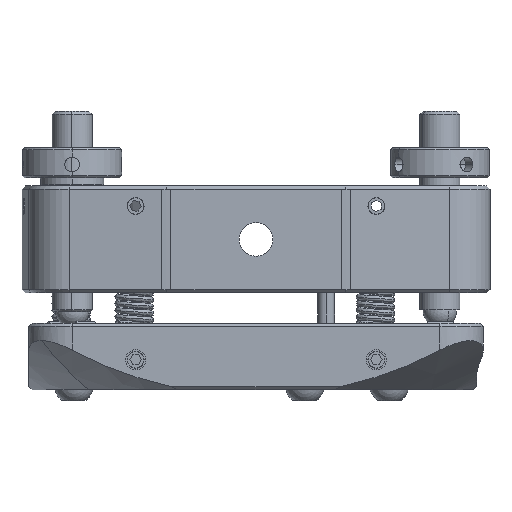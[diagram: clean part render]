
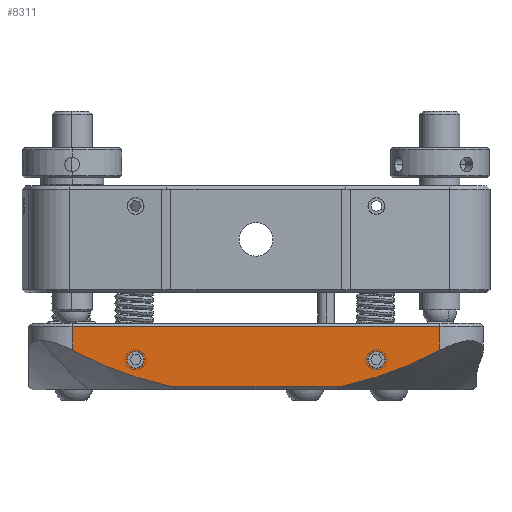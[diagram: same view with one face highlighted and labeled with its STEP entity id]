
A CAD part, front view. The second image highlights one B-rep face of the part: STEP entity #8311.
In plain terms, the highlighted planar face has unit normal (0, -1, 0).
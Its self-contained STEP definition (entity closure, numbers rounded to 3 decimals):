
#284 = FACE_OUTER_BOUND ( 'NONE', #14371, .T. ) ;
#388 = DIRECTION ( 'NONE',  ( 0., 0., -1. ) ) ;
#1282 = AXIS2_PLACEMENT_3D ( 'NONE', #21142, #24687, #388 ) ;
#1965 = CIRCLE ( 'NONE', #31904, 1.25 ) ;
#2383 = ORIENTED_EDGE ( 'NONE', *, *, #6580, .T. ) ;
#2760 = EDGE_CURVE ( 'NONE', #3558, #9082, #35869, .T. ) ;
#3487 = CARTESIAN_POINT ( 'NONE',  ( -9.231, 1., 72.849 ) ) ;
#3558 = VERTEX_POINT ( 'NONE', #13414 ) ;
#3849 = CARTESIAN_POINT ( 'NONE',  ( 8.769, 1., 19.349 ) ) ;
#4599 = CARTESIAN_POINT ( 'NONE',  ( 18.269, 1., 24.349 ) ) ;
#5496 = ORIENTED_EDGE ( 'NONE', *, *, #8589, .T. ) ;
#5513 = VERTEX_POINT ( 'NONE', #11029 ) ;
#5564 = DIRECTION ( 'NONE',  ( 0., -1., 0. ) ) ;
#5915 = LINE ( 'NONE', #4599, #14361 ) ;
#6293 = AXIS2_PLACEMENT_3D ( 'NONE', #3487, #27440, #15213 ) ;
#6577 = PLANE ( 'NONE',  #1282 ) ;
#6580 = EDGE_CURVE ( 'NONE', #14101, #5513, #27670, .T. ) ;
#6630 = CARTESIAN_POINT ( 'NONE',  ( -36.731, 1., 14.849 ) ) ;
#6908 = VERTEX_POINT ( 'NONE', #11155 ) ;
#8311 = ADVANCED_FACE ( 'NONE', ( #17239, #32779, #284 ), #6577, .F. ) ;
#8589 = EDGE_CURVE ( 'NONE', #5513, #9082, #5915, .T. ) ;
#8597 = DIRECTION ( 'NONE',  ( 0., 0., 1. ) ) ;
#9082 = VERTEX_POINT ( 'NONE', #11677 ) ;
#9370 = CARTESIAN_POINT ( 'NONE',  ( -21.949, 1., 15.349 ) ) ;
#10370 = AXIS2_PLACEMENT_3D ( 'NONE', #26955, #17356, #17483 ) ;
#10433 = CARTESIAN_POINT ( 'NONE',  ( -27.231, 1., 18.099 ) ) ;
#11029 = CARTESIAN_POINT ( 'NONE',  ( 18.269, 1., 24.349 ) ) ;
#11155 = CARTESIAN_POINT ( 'NONE',  ( 3.487, 1., 15.349 ) ) ;
#11648 = EDGE_CURVE ( 'NONE', #16530, #6908, #20460, .T. ) ;
#11677 = CARTESIAN_POINT ( 'NONE',  ( -36.731, 1., 24.349 ) ) ;
#12353 = CIRCLE ( 'NONE', #10370, 1.25 ) ;
#12549 = DIRECTION ( 'NONE',  ( 0., 0., 1. ) ) ;
#13414 = CARTESIAN_POINT ( 'NONE',  ( -36.731, 1., 20.775 ) ) ;
#13928 = CARTESIAN_POINT ( 'NONE',  ( 18.269, 1., 15.349 ) ) ;
#13965 = AXIS2_PLACEMENT_3D ( 'NONE', #17650, #29774, #20383 ) ;
#14101 = VERTEX_POINT ( 'NONE', #20936 ) ;
#14361 = VECTOR ( 'NONE', #36964, 1000. ) ;
#14371 = EDGE_LOOP ( 'NONE', ( #21467, #34281, #15073, #2383, #5496, #26632 ) ) ;
#14577 = EDGE_CURVE ( 'NONE', #16530, #3558, #38268, .T. ) ;
#15073 = ORIENTED_EDGE ( 'NONE', *, *, #37073, .F. ) ;
#15213 = DIRECTION ( 'NONE',  ( 0., 0., -1. ) ) ;
#15683 = EDGE_CURVE ( 'NONE', #24204, #31044, #12353, .T. ) ;
#16530 = VERTEX_POINT ( 'NONE', #9370 ) ;
#17239 = FACE_BOUND ( 'NONE', #33906, .T. ) ;
#17356 = DIRECTION ( 'NONE',  ( 0., -1., 0. ) ) ;
#17483 = DIRECTION ( 'NONE',  ( 0., 0., 1. ) ) ;
#17650 = CARTESIAN_POINT ( 'NONE',  ( -9.231, 1., 72.849 ) ) ;
#17956 = AXIS2_PLACEMENT_3D ( 'NONE', #30196, #36377, #24214 ) ;
#18219 = VECTOR ( 'NONE', #24690, 1000. ) ;
#18283 = CARTESIAN_POINT ( 'NONE',  ( 8.769, 1., 20.599 ) ) ;
#18457 = CIRCLE ( 'NONE', #34218, 1.25 ) ;
#19854 = EDGE_CURVE ( 'NONE', #28927, #30645, #27726, .T. ) ;
#19957 = DIRECTION ( 'NONE',  ( 1., 0., 0. ) ) ;
#20383 = DIRECTION ( 'NONE',  ( 0., 0., -1. ) ) ;
#20460 = LINE ( 'NONE', #13928, #28534 ) ;
#20936 = CARTESIAN_POINT ( 'NONE',  ( 18.269, 1., 20.775 ) ) ;
#21142 = CARTESIAN_POINT ( 'NONE',  ( 18.269, 1., 14.849 ) ) ;
#21467 = ORIENTED_EDGE ( 'NONE', *, *, #14577, .F. ) ;
#21659 = CARTESIAN_POINT ( 'NONE',  ( 18.269, 1., 14.849 ) ) ;
#21820 = DIRECTION ( 'NONE',  ( 0., 0., 1. ) ) ;
#21957 = EDGE_LOOP ( 'NONE', ( #38983, #28671 ) ) ;
#24204 = VERTEX_POINT ( 'NONE', #32732 ) ;
#24214 = DIRECTION ( 'NONE',  ( 0., 0., 1. ) ) ;
#24687 = DIRECTION ( 'NONE',  ( 0., 1., 0. ) ) ;
#24690 = DIRECTION ( 'NONE',  ( 0., 0., 1. ) ) ;
#26126 = CARTESIAN_POINT ( 'NONE',  ( -27.231, 1., 20.599 ) ) ;
#26632 = ORIENTED_EDGE ( 'NONE', *, *, #2760, .F. ) ;
#26955 = CARTESIAN_POINT ( 'NONE',  ( 8.769, 1., 19.349 ) ) ;
#27332 = ORIENTED_EDGE ( 'NONE', *, *, #15683, .F. ) ;
#27440 = DIRECTION ( 'NONE',  ( 0., 1., 0. ) ) ;
#27670 = LINE ( 'NONE', #21659, #18219 ) ;
#27726 = CIRCLE ( 'NONE', #17956, 1.25 ) ;
#27867 = VECTOR ( 'NONE', #12549, 1000. ) ;
#27943 = DIRECTION ( 'NONE',  ( 0., -1., 0. ) ) ;
#28534 = VECTOR ( 'NONE', #19957, 1000. ) ;
#28671 = ORIENTED_EDGE ( 'NONE', *, *, #29975, .F. ) ;
#28927 = VERTEX_POINT ( 'NONE', #26126 ) ;
#29774 = DIRECTION ( 'NONE',  ( 0., 1., 0. ) ) ;
#29975 = EDGE_CURVE ( 'NONE', #30645, #28927, #1965, .T. ) ;
#30196 = CARTESIAN_POINT ( 'NONE',  ( -27.231, 1., 19.349 ) ) ;
#30645 = VERTEX_POINT ( 'NONE', #10433 ) ;
#31044 = VERTEX_POINT ( 'NONE', #18283 ) ;
#31847 = EDGE_CURVE ( 'NONE', #31044, #24204, #18457, .T. ) ;
#31904 = AXIS2_PLACEMENT_3D ( 'NONE', #35975, #5564, #8597 ) ;
#32732 = CARTESIAN_POINT ( 'NONE',  ( 8.769, 1., 18.099 ) ) ;
#32779 = FACE_BOUND ( 'NONE', #21957, .T. ) ;
#33783 = CIRCLE ( 'NONE', #6293, 58.89 ) ;
#33906 = EDGE_LOOP ( 'NONE', ( #38335, #27332 ) ) ;
#34218 = AXIS2_PLACEMENT_3D ( 'NONE', #3849, #27943, #21820 ) ;
#34281 = ORIENTED_EDGE ( 'NONE', *, *, #11648, .T. ) ;
#35869 = LINE ( 'NONE', #6630, #27867 ) ;
#35975 = CARTESIAN_POINT ( 'NONE',  ( -27.231, 1., 19.349 ) ) ;
#36377 = DIRECTION ( 'NONE',  ( 0., -1., 0. ) ) ;
#36964 = DIRECTION ( 'NONE',  ( -1., 0., 0. ) ) ;
#37073 = EDGE_CURVE ( 'NONE', #14101, #6908, #33783, .T. ) ;
#38268 = CIRCLE ( 'NONE', #13965, 58.89 ) ;
#38335 = ORIENTED_EDGE ( 'NONE', *, *, #31847, .F. ) ;
#38983 = ORIENTED_EDGE ( 'NONE', *, *, #19854, .F. ) ;
